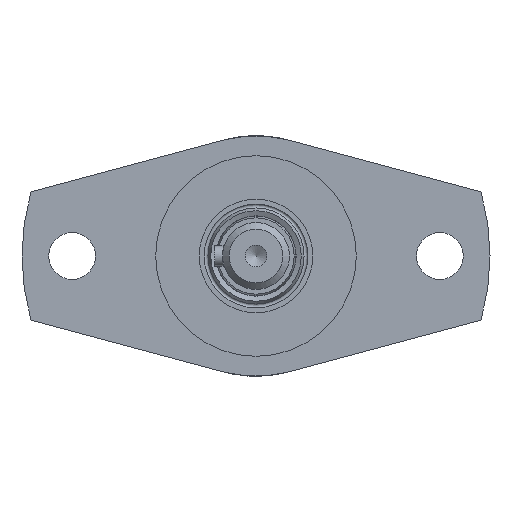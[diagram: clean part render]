
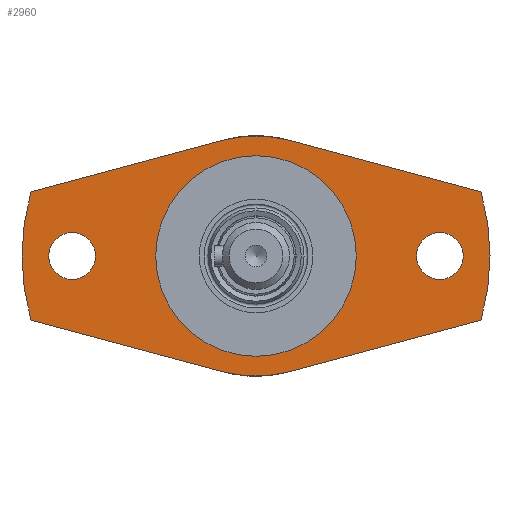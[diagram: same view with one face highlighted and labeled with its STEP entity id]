
A CAD part, left-side view. The second image highlights one B-rep face of the part: STEP entity #2960.
In plain terms, the highlighted planar face has unit normal (-1, 0, 0).
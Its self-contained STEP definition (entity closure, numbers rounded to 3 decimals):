
#73=FACE_BOUND('',#582,.T.);
#74=FACE_BOUND('',#583,.T.);
#75=FACE_BOUND('',#584,.T.);
#407=FACE_OUTER_BOUND('',#581,.T.);
#581=EDGE_LOOP('',(#2610,#2611,#2612,#2613,#2614,#2615,#2616,#2617));
#582=EDGE_LOOP('',(#2618,#2619));
#583=EDGE_LOOP('',(#2620));
#584=EDGE_LOOP('',(#2621));
#687=CIRCLE('',#3212,35.);
#689=CIRCLE('',#3215,15.);
#690=CIRCLE('',#3216,15.);
#693=CIRCLE('',#3221,18.);
#694=CIRCLE('',#3222,35.);
#695=CIRCLE('',#3223,18.);
#696=CIRCLE('',#3224,3.5);
#697=CIRCLE('',#3225,3.5);
#950=LINE('',#4961,#1213);
#951=LINE('',#4965,#1214);
#952=LINE('',#4969,#1215);
#953=LINE('',#4972,#1216);
#1213=VECTOR('',#3932,10.);
#1214=VECTOR('',#3935,10.);
#1215=VECTOR('',#3938,10.);
#1216=VECTOR('',#3941,10.);
#1478=VERTEX_POINT('',#4938);
#1479=VERTEX_POINT('',#4940);
#1481=VERTEX_POINT('',#4946);
#1482=VERTEX_POINT('',#4947);
#1486=VERTEX_POINT('',#4960);
#1487=VERTEX_POINT('',#4962);
#1488=VERTEX_POINT('',#4964);
#1489=VERTEX_POINT('',#4966);
#1490=VERTEX_POINT('',#4968);
#1491=VERTEX_POINT('',#4970);
#1492=VERTEX_POINT('',#4973);
#1493=VERTEX_POINT('',#4975);
#1860=EDGE_CURVE('',#1478,#1479,#687,.T.);
#1863=EDGE_CURVE('',#1481,#1482,#689,.T.);
#1864=EDGE_CURVE('',#1482,#1481,#690,.T.);
#1870=EDGE_CURVE('',#1478,#1486,#950,.T.);
#1871=EDGE_CURVE('',#1486,#1487,#693,.T.);
#1872=EDGE_CURVE('',#1487,#1488,#951,.T.);
#1873=EDGE_CURVE('',#1489,#1488,#694,.T.);
#1874=EDGE_CURVE('',#1489,#1490,#952,.T.);
#1875=EDGE_CURVE('',#1490,#1491,#695,.T.);
#1876=EDGE_CURVE('',#1491,#1479,#953,.T.);
#1877=EDGE_CURVE('',#1492,#1492,#696,.T.);
#1878=EDGE_CURVE('',#1493,#1493,#697,.T.);
#2610=ORIENTED_EDGE('',*,*,#1870,.T.);
#2611=ORIENTED_EDGE('',*,*,#1871,.T.);
#2612=ORIENTED_EDGE('',*,*,#1872,.T.);
#2613=ORIENTED_EDGE('',*,*,#1873,.F.);
#2614=ORIENTED_EDGE('',*,*,#1874,.T.);
#2615=ORIENTED_EDGE('',*,*,#1875,.T.);
#2616=ORIENTED_EDGE('',*,*,#1876,.T.);
#2617=ORIENTED_EDGE('',*,*,#1860,.F.);
#2618=ORIENTED_EDGE('',*,*,#1863,.T.);
#2619=ORIENTED_EDGE('',*,*,#1864,.T.);
#2620=ORIENTED_EDGE('',*,*,#1877,.T.);
#2621=ORIENTED_EDGE('',*,*,#1878,.T.);
#2815=PLANE('',#3220);
#2960=ADVANCED_FACE('',(#407,#73,#74,#75),#2815,.T.);
#3212=AXIS2_PLACEMENT_3D('',#4941,#3910,#3911);
#3215=AXIS2_PLACEMENT_3D('',#4948,#3917,#3918);
#3216=AXIS2_PLACEMENT_3D('',#4949,#3919,#3920);
#3220=AXIS2_PLACEMENT_3D('',#4959,#3930,#3931);
#3221=AXIS2_PLACEMENT_3D('',#4963,#3933,#3934);
#3222=AXIS2_PLACEMENT_3D('',#4967,#3936,#3937);
#3223=AXIS2_PLACEMENT_3D('',#4971,#3939,#3940);
#3224=AXIS2_PLACEMENT_3D('',#4974,#3942,#3943);
#3225=AXIS2_PLACEMENT_3D('',#4976,#3944,#3945);
#3910=DIRECTION('center_axis',(1.,0.,0.));
#3911=DIRECTION('ref_axis',(0.,-1.,0.));
#3917=DIRECTION('center_axis',(1.,0.,0.));
#3918=DIRECTION('ref_axis',(0.,-1.,0.));
#3919=DIRECTION('center_axis',(1.,0.,0.));
#3920=DIRECTION('ref_axis',(0.,-1.,0.));
#3930=DIRECTION('center_axis',(-1.,0.,0.));
#3931=DIRECTION('ref_axis',(0.,0.,-1.));
#3932=DIRECTION('',(0.,0.966,0.259));
#3933=DIRECTION('center_axis',(-1.,0.,0.));
#3934=DIRECTION('ref_axis',(0.,-0.259,0.966));
#3935=DIRECTION('',(0.,0.966,-0.259));
#3936=DIRECTION('center_axis',(1.,0.,0.));
#3937=DIRECTION('ref_axis',(0.,-1.,0.));
#3938=DIRECTION('',(0.,-0.966,-0.259));
#3939=DIRECTION('center_axis',(-1.,0.,0.));
#3940=DIRECTION('ref_axis',(0.,-0.259,0.966));
#3941=DIRECTION('',(0.,-0.966,0.259));
#3942=DIRECTION('center_axis',(1.,0.,0.));
#3943=DIRECTION('ref_axis',(0.,0.,1.));
#3944=DIRECTION('center_axis',(1.,0.,0.));
#3945=DIRECTION('ref_axis',(0.,0.,1.));
#4938=CARTESIAN_POINT('',(-80.,-33.653,9.618));
#4940=CARTESIAN_POINT('',(-80.,-33.653,-9.618));
#4941=CARTESIAN_POINT('Origin',(-80.,0.,0.));
#4946=CARTESIAN_POINT('',(-80.,-15.,0.));
#4947=CARTESIAN_POINT('',(-80.,15.,0.));
#4948=CARTESIAN_POINT('Origin',(-80.,0.,0.));
#4949=CARTESIAN_POINT('Origin',(-80.,0.,0.));
#4959=CARTESIAN_POINT('Origin',(-80.,-25.,0.));
#4960=CARTESIAN_POINT('',(-80.,-4.659,17.387));
#4961=CARTESIAN_POINT('',(-80.,-16.321,14.262));
#4962=CARTESIAN_POINT('',(-80.,4.659,17.387));
#4963=CARTESIAN_POINT('Origin',(-80.,0.,0.));
#4964=CARTESIAN_POINT('',(-80.,33.653,9.618));
#4965=CARTESIAN_POINT('',(-80.,7.493,16.627));
#4966=CARTESIAN_POINT('',(-80.,33.653,-9.618));
#4967=CARTESIAN_POINT('Origin',(-80.,0.,0.));
#4968=CARTESIAN_POINT('',(-80.,4.659,-17.387));
#4969=CARTESIAN_POINT('',(-80.,-7.004,-20.512));
#4970=CARTESIAN_POINT('',(-80.,-4.659,-17.387));
#4971=CARTESIAN_POINT('Origin',(-80.,0.,0.));
#4972=CARTESIAN_POINT('',(-80.,-30.818,-10.377));
#4973=CARTESIAN_POINT('',(-80.,27.5,-3.5));
#4974=CARTESIAN_POINT('Origin',(-80.,27.5,0.));
#4975=CARTESIAN_POINT('',(-80.,-27.5,-3.5));
#4976=CARTESIAN_POINT('Origin',(-80.,-27.5,0.));
